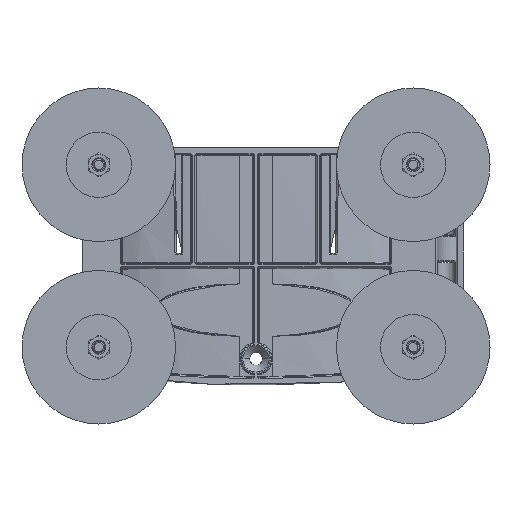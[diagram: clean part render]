
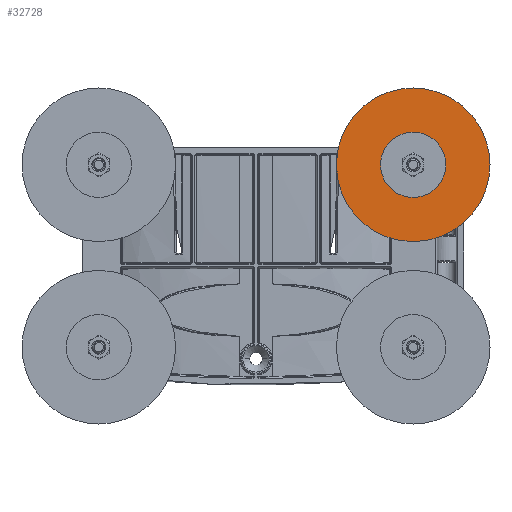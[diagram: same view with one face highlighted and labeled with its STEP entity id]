
A CAD part, front view. The second image highlights one B-rep face of the part: STEP entity #32728.
In plain terms, the highlighted planar face has unit normal (0, -1, 0).
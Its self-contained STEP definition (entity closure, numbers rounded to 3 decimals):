
#32579=CARTESIAN_POINT('',(0.,0.,0.));
#32580=DIRECTION('',(0.,1.,0.));
#32581=DIRECTION('',(0.,0.,-1.));
#32582=AXIS2_PLACEMENT_3D('',#32579,#32580,#32581);
#32584=CARTESIAN_POINT('',(0.,0.,0.));
#32585=DIRECTION('',(0.,1.,0.));
#32586=DIRECTION('',(0.,0.,1.));
#32587=AXIS2_PLACEMENT_3D('',#32584,#32585,#32586);
#32593=CARTESIAN_POINT('',(0.,0.,0.));
#32594=DIRECTION('',(0.,-1.,0.));
#32595=DIRECTION('',(0.,0.,-1.));
#32596=AXIS2_PLACEMENT_3D('',#32593,#32594,#32595);
#32602=CARTESIAN_POINT('',(0.,0.,0.));
#32603=DIRECTION('',(0.,1.,0.));
#32604=DIRECTION('',(0.,0.,-1.));
#32605=AXIS2_PLACEMENT_3D('',#32602,#32603,#32604);
#32683=CARTESIAN_POINT('',(0.,0.,-25.9));
#32685=VERTEX_POINT('',#32683);
#32689=CARTESIAN_POINT('',(0.,0.,25.9));
#32691=VERTEX_POINT('',#32689);
#32699=CARTESIAN_POINT('',(0.,0.,-11.));
#32700=CARTESIAN_POINT('',(0.,0.,11.));
#32701=VERTEX_POINT('',#32699);
#32702=VERTEX_POINT('',#32700);
#32711=CARTESIAN_POINT('',(0.,0.,0.));
#32712=DIRECTION('',(0.,1.,0.));
#32713=DIRECTION('',(0.,0.,-1.));
#32714=AXIS2_PLACEMENT_3D('',#32711,#32712,#32713);
#32715=PLANE('',#32714);
#32717=ORIENTED_EDGE('',*,*,#32716,.F.);
#32719=ORIENTED_EDGE('',*,*,#32718,.T.);
#32720=EDGE_LOOP('',(#32717,#32719));
#32721=FACE_OUTER_BOUND('',#32720,.F.);
#32723=ORIENTED_EDGE('',*,*,#32722,.F.);
#32725=ORIENTED_EDGE('',*,*,#32724,.F.);
#32726=EDGE_LOOP('',(#32723,#32725));
#32727=FACE_BOUND('',#32726,.F.);
#32728=ADVANCED_FACE('',(#32721,#32727),#32715,.F.);
#32583=CIRCLE('',#32582,11.);
#32588=CIRCLE('',#32587,11.);
#32597=CIRCLE('',#32596,25.9);
#32606=CIRCLE('',#32605,25.9);
#32716=EDGE_CURVE('',#32685,#32691,#32597,.T.);
#32718=EDGE_CURVE('',#32685,#32691,#32606,.T.);
#32722=EDGE_CURVE('',#32701,#32702,#32583,.T.);
#32724=EDGE_CURVE('',#32702,#32701,#32588,.T.);
